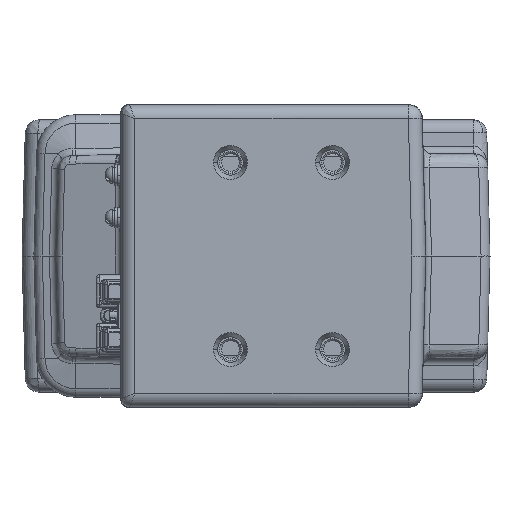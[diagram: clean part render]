
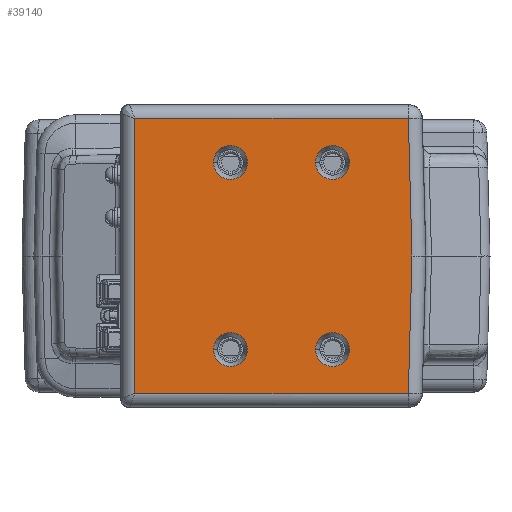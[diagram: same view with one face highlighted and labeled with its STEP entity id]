
A CAD part, front view. The second image highlights one B-rep face of the part: STEP entity #39140.
In plain terms, the highlighted planar face has unit normal (0, -1, 0).
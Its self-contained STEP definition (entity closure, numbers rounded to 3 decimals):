
#9623 = EDGE_LOOP ( 'NONE', ( #47121, #47120, #47119, #47118, #47117 ) ) ;
#9624 = EDGE_LOOP ( 'NONE', ( #47123, #47122 ) ) ;
#9626 = EDGE_LOOP ( 'NONE', ( #47127, #47126 ) ) ;
#9628 = EDGE_LOOP ( 'NONE', ( #47125, #47124 ) ) ;
#9630 = EDGE_LOOP ( 'NONE', ( #47129, #47128 ) ) ;
#9635 = DIRECTION ( 'NONE',  ( 1., 0., 0. ) ) ;
#9643 = CARTESIAN_POINT ( 'NONE',  ( -52.5, 0., -55. ) ) ;
#9652 = DIRECTION ( 'NONE',  ( 0., -1., 0. ) ) ;
#9653 = DIRECTION ( 'NONE',  ( 1., 0., 0. ) ) ;
#9670 = CARTESIAN_POINT ( 'NONE',  ( -176.611, 0., 80.817 ) ) ;
#9671 = DIRECTION ( 'NONE',  ( -1., 0., 0. ) ) ;
#9678 = CARTESIAN_POINT ( 'NONE',  ( -52.5, 0., 55. ) ) ;
#9680 = DIRECTION ( 'NONE',  ( 0., -1., 0. ) ) ;
#9681 = DIRECTION ( 'NONE',  ( 1., 0., 0. ) ) ;
#9692 = CARTESIAN_POINT ( 'NONE',  ( -176.611, 0., -80.817 ) ) ;
#9693 = DIRECTION ( 'NONE',  ( -1., 0., 0. ) ) ;
#9766 = CARTESIAN_POINT ( 'NONE',  ( -7.421, 0., 59.806 ) ) ;
#9767 = DIRECTION ( 'NONE',  ( -0.026, 0., 1. ) ) ;
#9787 = CARTESIAN_POINT ( 'NONE',  ( -168.817, 0., 60. ) ) ;
#9792 = DIRECTION ( 'NONE',  ( 0., 0., -1. ) ) ;
#11410 = CIRCLE ( 'NONE', #45723, 10. ) ;
#11426 = CIRCLE ( 'NONE', #45722, 10. ) ;
#11447 = CIRCLE ( 'NONE', #45731, 10. ) ;
#11450 = CIRCLE ( 'NONE', #45730, 10. ) ;
#11905 = VECTOR ( 'NONE', #19313, 1000. ) ;
#11907 = LINE ( 'NONE', #19304, #11905 ) ;
#11918 = CIRCLE ( 'NONE', #45867, 10. ) ;
#11923 = CIRCLE ( 'NONE', #45876, 10. ) ;
#11932 = CIRCLE ( 'NONE', #45887, 10. ) ;
#11940 = LINE ( 'NONE', #9670, #11941 ) ;
#11941 = VECTOR ( 'NONE', #9671, 1000. ) ;
#11945 = CIRCLE ( 'NONE', #45893, 10. ) ;
#11953 = LINE ( 'NONE', #9692, #11954 ) ;
#11954 = VECTOR ( 'NONE', #9693, 1000. ) ;
#11970 = LINE ( 'NONE', #9766, #11973 ) ;
#11973 = VECTOR ( 'NONE', #9767, 1000. ) ;
#11976 = LINE ( 'NONE', #9787, #11987 ) ;
#11987 = VECTOR ( 'NONE', #9792, 1000. ) ;
#13881 = CARTESIAN_POINT ( 'NONE',  ( -42.5, 0., 55. ) ) ;
#13882 = CARTESIAN_POINT ( 'NONE',  ( -62.5, 0., -55. ) ) ;
#13883 = CARTESIAN_POINT ( 'NONE',  ( -42.5, 0., -55. ) ) ;
#13884 = CARTESIAN_POINT ( 'NONE',  ( -102.5, 0., 55. ) ) ;
#13887 = CARTESIAN_POINT ( 'NONE',  ( -122.5, 0., -55. ) ) ;
#13901 = CARTESIAN_POINT ( 'NONE',  ( -62.5, 0., 55. ) ) ;
#13924 = CARTESIAN_POINT ( 'NONE',  ( -102.5, 0., -55. ) ) ;
#13925 = CARTESIAN_POINT ( 'NONE',  ( -122.5, 0., 55. ) ) ;
#14114 = CARTESIAN_POINT ( 'NONE',  ( -168.817, 0., -80.817 ) ) ;
#14158 = CARTESIAN_POINT ( 'NONE',  ( -7.971, 0., 80.817 ) ) ;
#14165 = CARTESIAN_POINT ( 'NONE',  ( -7.971, 0., -80.817 ) ) ;
#14167 = CARTESIAN_POINT ( 'NONE',  ( -5.855, 0., 0. ) ) ;
#14178 = CARTESIAN_POINT ( 'NONE',  ( -168.817, 0., 80.817 ) ) ;
#15447 = FACE_OUTER_BOUND ( 'NONE', #9623, .T. ) ;
#15465 = FACE_BOUND ( 'NONE', #9630, .T. ) ;
#15468 = FACE_BOUND ( 'NONE', #9626, .T. ) ;
#15470 = FACE_BOUND ( 'NONE', #9628, .T. ) ;
#15472 = FACE_BOUND ( 'NONE', #9624, .T. ) ;
#18178 = CARTESIAN_POINT ( 'NONE',  ( -52.5, 0., -55. ) ) ;
#18192 = DIRECTION ( 'NONE',  ( 0., -1., 0. ) ) ;
#18193 = DIRECTION ( 'NONE',  ( 1., 0., 0. ) ) ;
#18212 = CARTESIAN_POINT ( 'NONE',  ( -112.5, 0., -55. ) ) ;
#18213 = DIRECTION ( 'NONE',  ( 0., -1., 0. ) ) ;
#18214 = DIRECTION ( 'NONE',  ( 1., 0., 0. ) ) ;
#18234 = CARTESIAN_POINT ( 'NONE',  ( -112.5, 0., 55. ) ) ;
#18244 = DIRECTION ( 'NONE',  ( 0., -1., 0. ) ) ;
#18245 = DIRECTION ( 'NONE',  ( 1., 0., 0. ) ) ;
#18253 = CARTESIAN_POINT ( 'NONE',  ( -52.5, 0., 55. ) ) ;
#18254 = DIRECTION ( 'NONE',  ( 0., -1., 0. ) ) ;
#18255 = DIRECTION ( 'NONE',  ( 1., 0., 0. ) ) ;
#19304 = CARTESIAN_POINT ( 'NONE',  ( -7.421, 0., -59.806 ) ) ;
#19313 = DIRECTION ( 'NONE',  ( -0.026, 0., -1. ) ) ;
#19359 = CARTESIAN_POINT ( 'NONE',  ( -112.5, 0., -55. ) ) ;
#19363 = DIRECTION ( 'NONE',  ( 0., -1., 0. ) ) ;
#19364 = DIRECTION ( 'NONE',  ( 1., 0., 0. ) ) ;
#19378 = CARTESIAN_POINT ( 'NONE',  ( -112.5, 0., 55. ) ) ;
#19379 = DIRECTION ( 'NONE',  ( 0., -1., 0. ) ) ;
#20827 = EDGE_CURVE ( 'NONE', #32147, #32148, #11410, .T. ) ;
#20836 = EDGE_CURVE ( 'NONE', #32152, #32189, #11426, .T. ) ;
#20849 = EDGE_CURVE ( 'NONE', #32190, #32149, #11447, .T. ) ;
#20853 = EDGE_CURVE ( 'NONE', #32166, #32146, #11450, .T. ) ;
#21190 = EDGE_CURVE ( 'NONE', #32432, #32430, #11907, .T. ) ;
#21201 = EDGE_CURVE ( 'NONE', #32189, #32152, #11918, .T. ) ;
#21206 = EDGE_CURVE ( 'NONE', #32149, #32190, #11923, .T. ) ;
#21213 = EDGE_CURVE ( 'NONE', #32148, #32147, #11932, .T. ) ;
#21220 = EDGE_CURVE ( 'NONE', #32423, #32443, #11940, .T. ) ;
#21223 = EDGE_CURVE ( 'NONE', #32146, #32166, #11945, .T. ) ;
#21229 = EDGE_CURVE ( 'NONE', #32430, #32379, #11953, .T. ) ;
#21252 = EDGE_CURVE ( 'NONE', #32432, #32423, #11970, .T. ) ;
#21262 = EDGE_CURVE ( 'NONE', #32443, #32379, #11976, .T. ) ;
#32146 = VERTEX_POINT ( 'NONE', #13881 ) ;
#32147 = VERTEX_POINT ( 'NONE', #13882 ) ;
#32148 = VERTEX_POINT ( 'NONE', #13883 ) ;
#32149 = VERTEX_POINT ( 'NONE', #13884 ) ;
#32152 = VERTEX_POINT ( 'NONE', #13887 ) ;
#32166 = VERTEX_POINT ( 'NONE', #13901 ) ;
#32189 = VERTEX_POINT ( 'NONE', #13924 ) ;
#32190 = VERTEX_POINT ( 'NONE', #13925 ) ;
#32379 = VERTEX_POINT ( 'NONE', #14114 ) ;
#32423 = VERTEX_POINT ( 'NONE', #14158 ) ;
#32430 = VERTEX_POINT ( 'NONE', #14165 ) ;
#32432 = VERTEX_POINT ( 'NONE', #14167 ) ;
#32443 = VERTEX_POINT ( 'NONE', #14178 ) ;
#39140 = ADVANCED_FACE ( 'NONE', ( #15465, #15468, #15470, #15472, #15447 ), #42870, .F. ) ;
#42870 = PLANE ( 'NONE',  #46533 ) ;
#42871 = CARTESIAN_POINT ( 'NONE',  ( 0., 0., 60. ) ) ;
#42875 = DIRECTION ( 'NONE',  ( 0., 1., 0. ) ) ;
#42876 = DIRECTION ( 'NONE',  ( -1., 0., 0. ) ) ;
#45722 = AXIS2_PLACEMENT_3D ( 'NONE', #18212, #18213, #18214 ) ;
#45723 = AXIS2_PLACEMENT_3D ( 'NONE', #18178, #18192, #18193 ) ;
#45730 = AXIS2_PLACEMENT_3D ( 'NONE', #18253, #18254, #18255 ) ;
#45731 = AXIS2_PLACEMENT_3D ( 'NONE', #18234, #18244, #18245 ) ;
#45867 = AXIS2_PLACEMENT_3D ( 'NONE', #19359, #19363, #19364 ) ;
#45876 = AXIS2_PLACEMENT_3D ( 'NONE', #19378, #19379, #9635 ) ;
#45887 = AXIS2_PLACEMENT_3D ( 'NONE', #9643, #9652, #9653 ) ;
#45893 = AXIS2_PLACEMENT_3D ( 'NONE', #9678, #9680, #9681 ) ;
#46533 = AXIS2_PLACEMENT_3D ( 'NONE', #42871, #42875, #42876 ) ;
#47117 = ORIENTED_EDGE ( 'NONE', *, *, #21252, .T. ) ;
#47118 = ORIENTED_EDGE ( 'NONE', *, *, #21190, .F. ) ;
#47119 = ORIENTED_EDGE ( 'NONE', *, *, #21229, .F. ) ;
#47120 = ORIENTED_EDGE ( 'NONE', *, *, #21262, .T. ) ;
#47121 = ORIENTED_EDGE ( 'NONE', *, *, #21220, .T. ) ;
#47122 = ORIENTED_EDGE ( 'NONE', *, *, #20853, .F. ) ;
#47123 = ORIENTED_EDGE ( 'NONE', *, *, #21223, .F. ) ;
#47124 = ORIENTED_EDGE ( 'NONE', *, *, #20827, .F. ) ;
#47125 = ORIENTED_EDGE ( 'NONE', *, *, #21213, .F. ) ;
#47126 = ORIENTED_EDGE ( 'NONE', *, *, #20849, .F. ) ;
#47127 = ORIENTED_EDGE ( 'NONE', *, *, #21206, .F. ) ;
#47128 = ORIENTED_EDGE ( 'NONE', *, *, #20836, .F. ) ;
#47129 = ORIENTED_EDGE ( 'NONE', *, *, #21201, .F. ) ;
